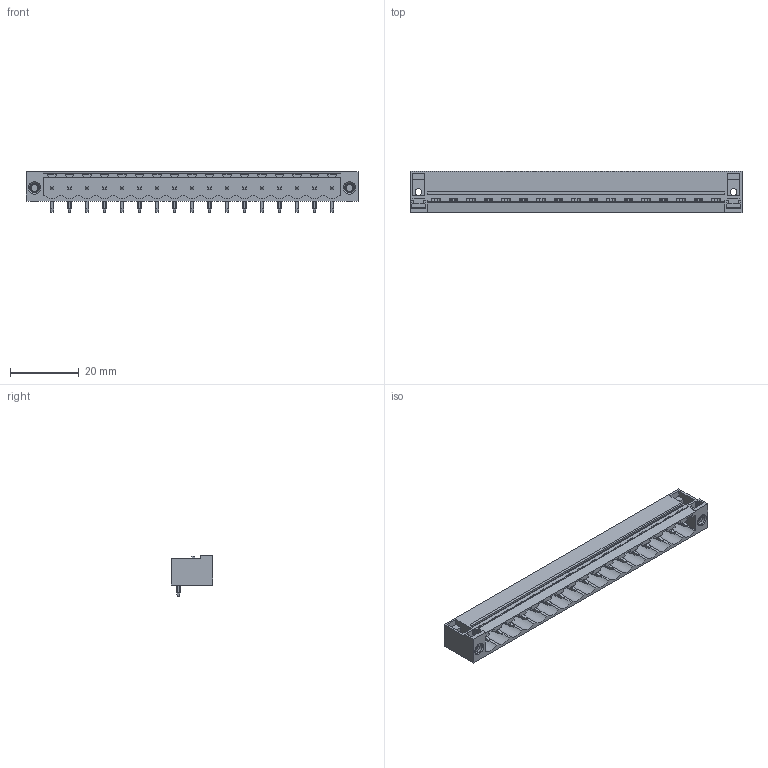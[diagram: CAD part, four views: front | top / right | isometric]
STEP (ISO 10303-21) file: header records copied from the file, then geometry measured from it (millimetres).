
FILE_DESCRIPTION(('CATIA V5 STEP Exchange','CAx-IF Rec.Pracs.--- Model Styling and Organization---1.2---2011-12-15'),'2;1');
FILE_NAME ('D1449307_0', '2018-10-27T04:29:24+00:00', ('none'), ('Weidmueller'), 'CATIA Version 5-6 Release 2014', 'CATIA V5 STEP AP214', 'none');
FILE_SCHEMA(('AUTOMOTIVE_DESIGN { 1 0 10303 214 1 1 1 1 }'));
Length unit declared in the file: millimetre
Products named in the file (1): 1150250000
Bounding box: 96.36 x 12 x 11.63 mm (x, y, z)
Volume: 4526.3 mm3; surface area: 7694.1 mm2
Topology: 20 solids, 20 shells, 929 faces, 2575 edges, 1656 vertices
Faces by surface type: plane 602, cylinder 311, cone 16
Entity records: 27026 total; most frequent: CARTESIAN_POINT 6014, ORIENTED_EDGE 5150, DIRECTION 2925, EDGE_CURVE 2569, VECTOR 1799, LINE 1799, VERTEX_POINT 1648, EDGE_LOOP 983
